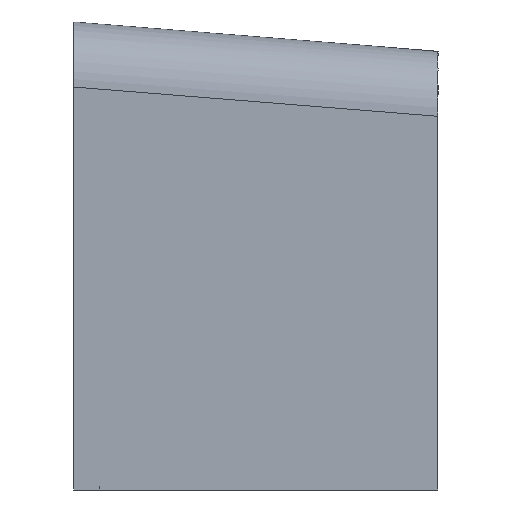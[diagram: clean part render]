
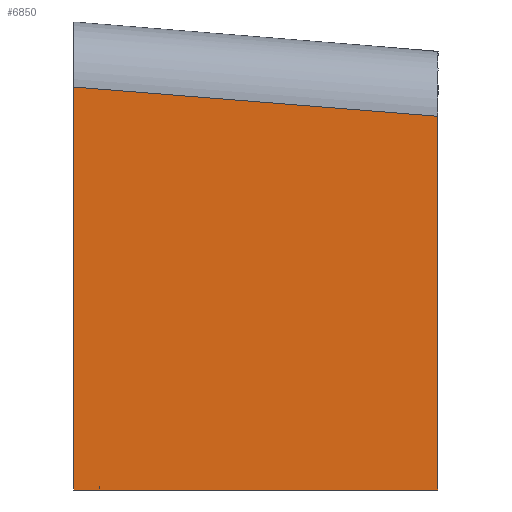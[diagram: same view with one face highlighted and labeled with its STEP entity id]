
A CAD part, left-side view. The second image highlights one B-rep face of the part: STEP entity #6850.
In plain terms, the highlighted planar face has unit normal (-1, 0, 0).
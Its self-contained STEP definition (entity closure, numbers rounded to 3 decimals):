
#21 = CARTESIAN_POINT ( 'NONE',  ( -750., 0., -50. ) ) ;
#232 = DIRECTION ( 'NONE',  ( 0., 0., -1. ) ) ;
#292 = CARTESIAN_POINT ( 'NONE',  ( -750., 0., 260. ) ) ;
#1074 = ORIENTED_EDGE ( 'NONE', *, *, #5831, .T. ) ;
#1436 = CARTESIAN_POINT ( 'NONE',  ( -750., -560., 215. ) ) ;
#1663 = EDGE_CURVE ( 'NONE', #7945, #5096, #7097, .T. ) ;
#1821 = CARTESIAN_POINT ( 'NONE',  ( -750., -560., -360. ) ) ;
#1990 = CARTESIAN_POINT ( 'NONE',  ( -750., -280., -360. ) ) ;
#2042 = VECTOR ( 'NONE', #3969, 1000. ) ;
#2061 = VECTOR ( 'NONE', #4231, 1000. ) ;
#2151 = LINE ( 'NONE', #7758, #3704 ) ;
#2262 = LINE ( 'NONE', #1990, #2042 ) ;
#2838 = PLANE ( 'NONE',  #4799 ) ;
#2851 = EDGE_CURVE ( 'NONE', #5096, #7017, #2151, .T. ) ;
#2860 = CARTESIAN_POINT ( 'NONE',  ( -750., -40., -360. ) ) ;
#2870 = LINE ( 'NONE', #4914, #6148 ) ;
#2972 = EDGE_CURVE ( 'NONE', #7017, #7453, #5439, .T. ) ;
#3247 = ORIENTED_EDGE ( 'NONE', *, *, #2972, .T. ) ;
#3704 = VECTOR ( 'NONE', #5243, 1000. ) ;
#3969 = DIRECTION ( 'NONE',  ( 0., -1., 0. ) ) ;
#4158 = DIRECTION ( 'NONE',  ( -1., 0., 0. ) ) ;
#4171 = EDGE_CURVE ( 'NONE', #7453, #8468, #2870, .T. ) ;
#4231 = DIRECTION ( 'NONE',  ( 0., 0., 1. ) ) ;
#4261 = ORIENTED_EDGE ( 'NONE', *, *, #4171, .T. ) ;
#4611 = DIRECTION ( 'NONE',  ( 0., 0., -1. ) ) ;
#4799 = AXIS2_PLACEMENT_3D ( 'NONE', #5090, #4158, #232 ) ;
#4914 = CARTESIAN_POINT ( 'NONE',  ( -750., -280., -360. ) ) ;
#4945 = ORIENTED_EDGE ( 'NONE', *, *, #2851, .T. ) ;
#5046 = ORIENTED_EDGE ( 'NONE', *, *, #1663, .T. ) ;
#5090 = CARTESIAN_POINT ( 'NONE',  ( -750., 0., 260. ) ) ;
#5096 = VERTEX_POINT ( 'NONE', #1436 ) ;
#5131 = FACE_OUTER_BOUND ( 'NONE', #8370, .T. ) ;
#5243 = DIRECTION ( 'NONE',  ( 0., 0.997, 0.08 ) ) ;
#5439 = LINE ( 'NONE', #21, #6979 ) ;
#5515 = CARTESIAN_POINT ( 'NONE',  ( -750., -560., -72.5 ) ) ;
#5831 = EDGE_CURVE ( 'NONE', #8468, #7945, #2262, .T. ) ;
#6148 = VECTOR ( 'NONE', #8031, 1000. ) ;
#6850 = ADVANCED_FACE ( 'NONE', ( #5131 ), #2838, .T. ) ;
#6979 = VECTOR ( 'NONE', #4611, 1000. ) ;
#7017 = VERTEX_POINT ( 'NONE', #292 ) ;
#7097 = LINE ( 'NONE', #5515, #2061 ) ;
#7453 = VERTEX_POINT ( 'NONE', #7900 ) ;
#7758 = CARTESIAN_POINT ( 'NONE',  ( -750., -280., 237.5 ) ) ;
#7900 = CARTESIAN_POINT ( 'NONE',  ( -750., 0., -360. ) ) ;
#7945 = VERTEX_POINT ( 'NONE', #1821 ) ;
#8031 = DIRECTION ( 'NONE',  ( 0., -1., 0. ) ) ;
#8370 = EDGE_LOOP ( 'NONE', ( #3247, #4261, #1074, #5046, #4945 ) ) ;
#8468 = VERTEX_POINT ( 'NONE', #2860 ) ;
